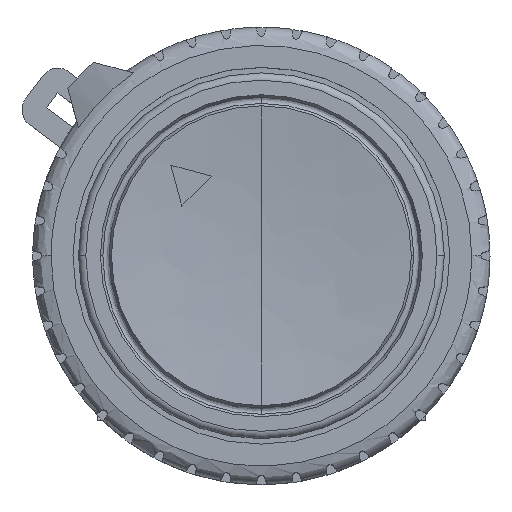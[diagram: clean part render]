
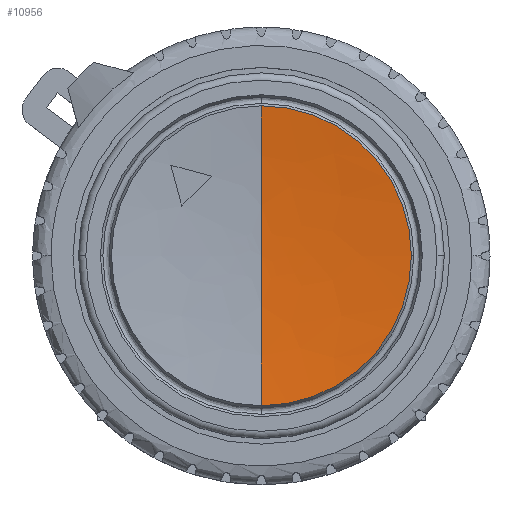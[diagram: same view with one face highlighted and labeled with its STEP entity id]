
A CAD part, top view. The second image highlights one B-rep face of the part: STEP entity #10956.
In plain terms, the highlighted free-form (B-spline) face has degree [3, 3] with [4, 4] control points.
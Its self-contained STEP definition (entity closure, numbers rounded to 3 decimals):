
#85 = FACE_OUTER_BOUND ( 'NONE', #10789, .T. ) ;
#153 = CARTESIAN_POINT ( 'NONE',  ( 0., -2.74, 20.15 ) ) ;
#253 = EDGE_CURVE ( 'NONE', #1723, #11051, #12268, .T. ) ;
#394 = ORIENTED_EDGE ( 'NONE', *, *, #11819, .F. ) ;
#482 = ORIENTED_EDGE ( 'NONE', *, *, #6465, .T. ) ;
#513 = CARTESIAN_POINT ( 'NONE',  ( 0., 0., 20.15 ) ) ;
#1253 = CARTESIAN_POINT ( 'NONE',  ( 0., 2.74, 20.15 ) ) ;
#1723 = VERTEX_POINT ( 'NONE', #6709 ) ;
#2350 = CARTESIAN_POINT ( 'NONE',  ( 10.953, 5.476, 20.3 ) ) ;
#2545 = EDGE_CURVE ( 'NONE', #11964, #13977, #11581, .T. ) ;
#3426 = AXIS2_PLACEMENT_3D ( 'NONE', #3561, #7983, #12404 ) ;
#3434 = CARTESIAN_POINT ( 'NONE',  ( 16.4, -8.2, 20.6 ) ) ;
#3480 = AXIS2_PLACEMENT_3D ( 'NONE', #13722, #3768, #8191 ) ;
#3505 = CARTESIAN_POINT ( 'NONE',  ( 0., 0., 20.15 ) ) ;
#3561 = CARTESIAN_POINT ( 'NONE',  ( 0., 0., 20.6 ) ) ;
#3768 = DIRECTION ( 'NONE',  ( 0., 0., 1. ) ) ;
#3834 = DIRECTION ( 'NONE',  ( 0., 0., 1. ) ) ;
#4252 =( BOUNDED_SURFACE ( )  B_SPLINE_SURFACE ( 3, 3, ( 
 ( #8936, #13380, #3434, #7860 ),
 ( #12282, #2350, #6767, #11190 ),
 ( #1253, #5680, #10099, #153 ),
 ( #4596, #9009, #13455, #3505 ) ),
 .UNSPECIFIED., .F., .F., .F. ) 
 B_SPLINE_SURFACE_WITH_KNOTS ( ( 4, 4 ),
 ( 4, 4 ),
 ( 0., 1. ),
 ( 0., 1. ),
 .UNSPECIFIED. ) 
 GEOMETRIC_REPRESENTATION_ITEM ( )  RATIONAL_B_SPLINE_SURFACE ( (
 ( 1., 0.333, 0.333, 1.),
 ( 0.999, 0.333, 0.333, 0.999),
 ( 0.999, 0.333, 0.333, 0.999),
 ( 1., 0.333, 0.333, 1.) ) ) 
 REPRESENTATION_ITEM ( '' )  SURFACE ( )  );
#4596 = CARTESIAN_POINT ( 'NONE',  ( 0., 0., 20.15 ) ) ;
#5236 = CARTESIAN_POINT ( 'NONE',  ( 0., 0., 95.15 ) ) ;
#5247 = AXIS2_PLACEMENT_3D ( 'NONE', #5236, #9668, #14107 ) ;
#5680 = CARTESIAN_POINT ( 'NONE',  ( 5.481, 2.74, 20.15 ) ) ;
#6419 = CARTESIAN_POINT ( 'NONE',  ( 8.2, 0., 20.6 ) ) ;
#6465 = EDGE_CURVE ( 'NONE', #13977, #1723, #11526, .T. ) ;
#6709 = CARTESIAN_POINT ( 'NONE',  ( 0., 8.2, 20.6 ) ) ;
#6767 = CARTESIAN_POINT ( 'NONE',  ( 10.953, -5.476, 20.3 ) ) ;
#6875 = ORIENTED_EDGE ( 'NONE', *, *, #253, .T. ) ;
#7860 = CARTESIAN_POINT ( 'NONE',  ( 0., -8.2, 20.6 ) ) ;
#7983 = DIRECTION ( 'NONE',  ( 0., 0., 1. ) ) ;
#8191 = DIRECTION ( 'NONE',  ( 0., 1., 0. ) ) ;
#8936 = CARTESIAN_POINT ( 'NONE',  ( 0., 8.2, 20.6 ) ) ;
#9005 = CARTESIAN_POINT ( 'NONE',  ( 0., -8.2, 20.6 ) ) ;
#9009 = CARTESIAN_POINT ( 'NONE',  ( 0., 0., 20.15 ) ) ;
#9349 = CARTESIAN_POINT ( 'NONE',  ( 0., 0., 95.15 ) ) ;
#9668 = DIRECTION ( 'NONE',  ( 1., 0., 0. ) ) ;
#10099 = CARTESIAN_POINT ( 'NONE',  ( 5.481, -2.74, 20.15 ) ) ;
#10416 = AXIS2_PLACEMENT_3D ( 'NONE', #9349, #13785, #3834 ) ;
#10789 = EDGE_LOOP ( 'NONE', ( #394, #11399, #482, #6875 ) ) ;
#10956 = ADVANCED_FACE ( 'NONE', ( #85 ), #4252, .T. ) ;
#11051 = VERTEX_POINT ( 'NONE', #513 ) ;
#11190 = CARTESIAN_POINT ( 'NONE',  ( 0., -5.476, 20.3 ) ) ;
#11399 = ORIENTED_EDGE ( 'NONE', *, *, #2545, .T. ) ;
#11504 = CIRCLE ( 'NONE', #5247, 75. ) ;
#11526 = CIRCLE ( 'NONE', #3426, 8.2 ) ;
#11581 = CIRCLE ( 'NONE', #3480, 8.2 ) ;
#11819 = EDGE_CURVE ( 'NONE', #11964, #11051, #11504, .T. ) ;
#11964 = VERTEX_POINT ( 'NONE', #9005 ) ;
#12268 = CIRCLE ( 'NONE', #10416, 75. ) ;
#12282 = CARTESIAN_POINT ( 'NONE',  ( 0., 5.476, 20.3 ) ) ;
#12404 = DIRECTION ( 'NONE',  ( 0., 1., 0. ) ) ;
#13380 = CARTESIAN_POINT ( 'NONE',  ( 16.4, 8.2, 20.6 ) ) ;
#13455 = CARTESIAN_POINT ( 'NONE',  ( 0., 0., 20.15 ) ) ;
#13722 = CARTESIAN_POINT ( 'NONE',  ( 0., 0., 20.6 ) ) ;
#13785 = DIRECTION ( 'NONE',  ( -1., 0., 0. ) ) ;
#13977 = VERTEX_POINT ( 'NONE', #6419 ) ;
#14107 = DIRECTION ( 'NONE',  ( 0., 0., 1. ) ) ;
